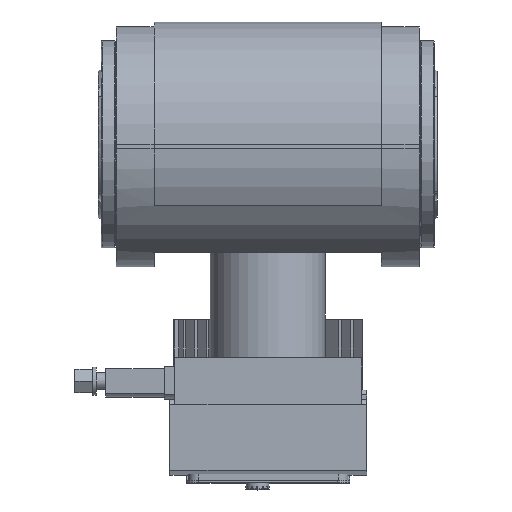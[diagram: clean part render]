
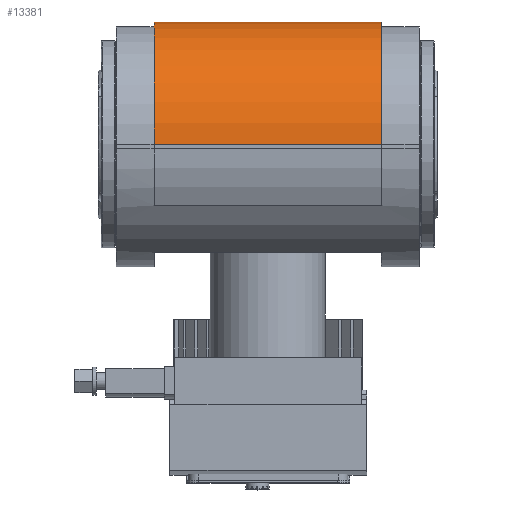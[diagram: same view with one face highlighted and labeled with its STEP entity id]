
A CAD part, top view. The second image highlights one B-rep face of the part: STEP entity #13381.
In plain terms, the highlighted cylindrical face has radius 130 mm (diameter 260 mm), a partial arc.
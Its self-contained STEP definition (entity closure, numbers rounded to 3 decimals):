
#1384=LINE('',#22125,#2715);
#1385=LINE('',#22129,#2716);
#2715=VECTOR('',#18009,10.);
#2716=VECTOR('',#18014,10.);
#3084=CYLINDRICAL_SURFACE('',#14588,130.);
#3808=FACE_OUTER_BOUND('',#4578,.T.);
#4578=EDGE_LOOP('',(#11601,#11602,#11603,#11604));
#5182=CIRCLE('',#14580,130.);
#5187=CIRCLE('',#14589,130.);
#6275=VERTEX_POINT('',#22096);
#6276=VERTEX_POINT('',#22098);
#6285=VERTEX_POINT('',#22123);
#6286=VERTEX_POINT('',#22127);
#8097=EDGE_CURVE('',#6276,#6275,#5182,.T.);
#8111=EDGE_CURVE('',#6275,#6285,#1384,.T.);
#8112=EDGE_CURVE('',#6285,#6286,#5187,.T.);
#8113=EDGE_CURVE('',#6276,#6286,#1385,.T.);
#11601=ORIENTED_EDGE('',*,*,#8112,.T.);
#11602=ORIENTED_EDGE('',*,*,#8113,.F.);
#11603=ORIENTED_EDGE('',*,*,#8097,.T.);
#11604=ORIENTED_EDGE('',*,*,#8111,.T.);
#13381=ADVANCED_FACE('',(#3808),#3084,.T.);
#14580=AXIS2_PLACEMENT_3D('',#22099,#17984,#17985);
#14588=AXIS2_PLACEMENT_3D('',#22126,#18010,#18011);
#14589=AXIS2_PLACEMENT_3D('',#22128,#18012,#18013);
#17984=DIRECTION('center_axis',(1.,0.,0.));
#17985=DIRECTION('ref_axis',(0.,1.,0.));
#18009=DIRECTION('',(1.,0.,0.));
#18010=DIRECTION('center_axis',(1.,0.,0.));
#18011=DIRECTION('ref_axis',(0.,1.,0.));
#18012=DIRECTION('center_axis',(-1.,0.,0.));
#18013=DIRECTION('ref_axis',(0.,1.,0.));
#18014=DIRECTION('',(1.,0.,0.));
#22096=CARTESIAN_POINT('',(59.25,0.,140.));
#22098=CARTESIAN_POINT('',(59.25,130.,10.));
#22099=CARTESIAN_POINT('Origin',(59.25,0.,10.));
#22123=CARTESIAN_POINT('',(300.75,0.,140.));
#22125=CARTESIAN_POINT('',(180.,0.,140.));
#22126=CARTESIAN_POINT('Origin',(180.,0.,10.));
#22127=CARTESIAN_POINT('',(300.75,130.,10.));
#22128=CARTESIAN_POINT('Origin',(300.75,0.,10.));
#22129=CARTESIAN_POINT('',(180.,130.,10.));
